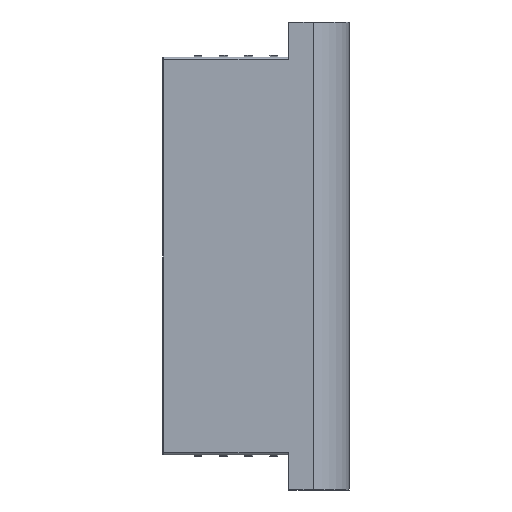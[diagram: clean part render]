
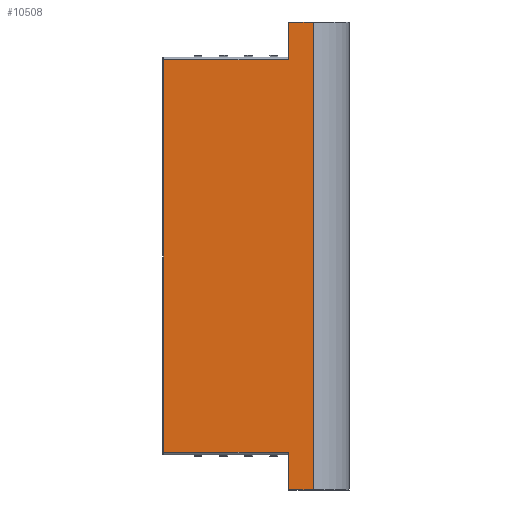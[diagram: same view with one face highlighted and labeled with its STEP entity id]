
A CAD part, front view. The second image highlights one B-rep face of the part: STEP entity #10508.
In plain terms, the highlighted planar face has unit normal (0, -1, 0).
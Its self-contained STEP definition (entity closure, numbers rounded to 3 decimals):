
#285=B_SPLINE_CURVE_WITH_KNOTS('',3,(#14684,#14685,#14686,#14687),
 .UNSPECIFIED.,.F.,.F.,(4,4),(0.13,0.188),
 .UNSPECIFIED.);
#448=B_SPLINE_CURVE_WITH_KNOTS('',3,(#18098,#18099,#18100,#18101,#18102,
#18103,#18104,#18105,#18106,#18107),.UNSPECIFIED.,.F.,.F.,(4,2,2,2,4),(-0.056,
-0.014,-0.005,-0.002,0.),
 .UNSPECIFIED.);
#450=B_SPLINE_CURVE_WITH_KNOTS('',3,(#18364,#18365,#18366,#18367),
 .UNSPECIFIED.,.F.,.F.,(4,4),(0.,0.058),.UNSPECIFIED.);
#601=PLANE('',#11333);
#1142=FACE_OUTER_BOUND('',#1833,.T.);
#1833=EDGE_LOOP('',(#8748,#8749,#8750,#8751,#8752,#8753,#8754,#8755,#8756,
#8757,#8758,#8759));
#2346=CIRCLE('',#11256,0.2);
#2517=LINE('',#14610,#3481);
#2519=LINE('',#14618,#3483);
#2522=LINE('',#14627,#3486);
#2531=LINE('',#14659,#3495);
#3049=LINE('',#18122,#4013);
#3104=LINE('',#18309,#4068);
#3126=LINE('',#18360,#4090);
#3127=LINE('',#18363,#4091);
#3481=VECTOR('',#11758,129.8);
#3483=VECTOR('',#11766,6.693);
#3486=VECTOR('',#11773,9.734);
#3495=VECTOR('',#11786,9.934);
#4013=VECTOR('',#13196,5.977);
#4068=VECTOR('',#13367,109.);
#4090=VECTOR('',#13407,34.6);
#4091=VECTOR('',#13412,34.6);
#4445=VERTEX_POINT('',#14608);
#4446=VERTEX_POINT('',#14609);
#4449=VERTEX_POINT('',#14617);
#4452=VERTEX_POINT('',#14625);
#4453=VERTEX_POINT('',#14626);
#4464=VERTEX_POINT('',#14658);
#4474=VERTEX_POINT('',#14683);
#5041=VERTEX_POINT('',#18093);
#5042=VERTEX_POINT('',#18097);
#5109=VERTEX_POINT('',#18301);
#5111=VERTEX_POINT('',#18307);
#5131=VERTEX_POINT('',#18359);
#5387=EDGE_CURVE('',#4445,#4446,#2517,.T.);
#5391=EDGE_CURVE('',#4446,#4449,#2519,.T.);
#5395=EDGE_CURVE('',#4452,#4453,#2522,.T.);
#5407=EDGE_CURVE('',#4449,#4464,#2531,.T.);
#5418=EDGE_CURVE('',#4464,#4474,#285,.T.);
#6293=EDGE_CURVE('',#4453,#5041,#2346,.T.);
#6295=EDGE_CURVE('',#5042,#4445,#448,.T.);
#6303=EDGE_CURVE('',#5041,#5042,#3049,.T.);
#6394=EDGE_CURVE('',#5111,#5109,#3104,.T.);
#6420=EDGE_CURVE('',#5131,#5109,#3126,.T.);
#6422=EDGE_CURVE('',#4474,#5111,#3127,.T.);
#6423=EDGE_CURVE('',#5131,#4452,#450,.T.);
#8748=ORIENTED_EDGE('',*,*,#6394,.F.);
#8749=ORIENTED_EDGE('',*,*,#6422,.F.);
#8750=ORIENTED_EDGE('',*,*,#5418,.F.);
#8751=ORIENTED_EDGE('',*,*,#5407,.F.);
#8752=ORIENTED_EDGE('',*,*,#5391,.F.);
#8753=ORIENTED_EDGE('',*,*,#5387,.F.);
#8754=ORIENTED_EDGE('',*,*,#6295,.F.);
#8755=ORIENTED_EDGE('',*,*,#6303,.F.);
#8756=ORIENTED_EDGE('',*,*,#6293,.F.);
#8757=ORIENTED_EDGE('',*,*,#5395,.F.);
#8758=ORIENTED_EDGE('',*,*,#6423,.F.);
#8759=ORIENTED_EDGE('',*,*,#6420,.T.);
#10508=ADVANCED_FACE('',(#1142),#601,.F.);
#11256=AXIS2_PLACEMENT_3D('',#18094,#13173,#13174);
#11333=AXIS2_PLACEMENT_3D('',#18362,#13410,#13411);
#11758=DIRECTION('',(0.,0.,-1.));
#11766=DIRECTION('',(-1.,0.,0.));
#11773=DIRECTION('',(0.,0.,1.));
#11786=DIRECTION('',(0.,0.,1.));
#13173=DIRECTION('center_axis',(0.,1.,0.));
#13174=DIRECTION('ref_axis',(-0.707,0.,0.707));
#13196=DIRECTION('',(1.,0.,0.));
#13367=DIRECTION('',(0.,0.,1.));
#13407=DIRECTION('',(-1.,0.,0.));
#13410=DIRECTION('center_axis',(0.,1.,0.));
#13411=DIRECTION('ref_axis',(0.,0.,-1.));
#13412=DIRECTION('',(-1.,0.,0.));
#14608=CARTESIAN_POINT('',(56.693,-13.9,-0.2));
#14609=CARTESIAN_POINT('',(56.693,-13.9,-130.));
#14610=CARTESIAN_POINT('',(56.693,-13.9,0.));
#14617=CARTESIAN_POINT('',(50.,-13.9,-130.));
#14618=CARTESIAN_POINT('',(28.284,-13.9,-130.));
#14625=CARTESIAN_POINT('',(50.,-13.9,-9.934));
#14626=CARTESIAN_POINT('',(50.,-13.9,-0.2));
#14627=CARTESIAN_POINT('',(50.,-13.9,0.));
#14658=CARTESIAN_POINT('',(50.,-13.9,-120.066));
#14659=CARTESIAN_POINT('',(50.,-13.9,0.));
#14683=CARTESIAN_POINT('',(49.8,-13.9,-119.5));
#14684=CARTESIAN_POINT('Ctrl Pts',(50.,-13.9,-120.066));
#14685=CARTESIAN_POINT('Ctrl Pts',(50.,-13.9,-119.873));
#14686=CARTESIAN_POINT('Ctrl Pts',(49.891,-13.9,-119.67));
#14687=CARTESIAN_POINT('Ctrl Pts',(49.8,-13.9,-119.5));
#18093=CARTESIAN_POINT('',(50.2,-13.9,0.));
#18094=CARTESIAN_POINT('Origin',(50.2,-13.9,-0.2));
#18097=CARTESIAN_POINT('',(56.177,-13.9,0.));
#18098=CARTESIAN_POINT('Ctrl Pts',(56.177,-13.9,0.));
#18099=CARTESIAN_POINT('Ctrl Pts',(56.316,-13.9,0.));
#18100=CARTESIAN_POINT('Ctrl Pts',(56.481,-13.9,-0.017));
#18101=CARTESIAN_POINT('Ctrl Pts',(56.629,-13.9,-0.1));
#18102=CARTESIAN_POINT('Ctrl Pts',(56.658,-13.9,-0.122));
#18103=CARTESIAN_POINT('Ctrl Pts',(56.681,-13.9,-0.155));
#18104=CARTESIAN_POINT('Ctrl Pts',(56.686,-13.9,-0.165));
#18105=CARTESIAN_POINT('Ctrl Pts',(56.692,-13.9,-0.182));
#18106=CARTESIAN_POINT('Ctrl Pts',(56.693,-13.9,-0.192));
#18107=CARTESIAN_POINT('Ctrl Pts',(56.693,-13.9,-0.2));
#18122=CARTESIAN_POINT('',(28.284,-13.9,0.));
#18301=CARTESIAN_POINT('',(15.2,-13.9,-10.5));
#18307=CARTESIAN_POINT('',(15.2,-13.9,-119.5));
#18309=CARTESIAN_POINT('',(15.2,-13.9,-24.026));
#18359=CARTESIAN_POINT('',(49.8,-13.9,-10.5));
#18360=CARTESIAN_POINT('',(50.,-13.9,-10.5));
#18362=CARTESIAN_POINT('Origin',(50.,-13.9,-10.5));
#18363=CARTESIAN_POINT('',(50.,-13.9,-119.5));
#18364=CARTESIAN_POINT('Ctrl Pts',(49.8,-13.9,-10.5));
#18365=CARTESIAN_POINT('Ctrl Pts',(49.891,-13.9,-10.33));
#18366=CARTESIAN_POINT('Ctrl Pts',(50.,-13.9,-10.127));
#18367=CARTESIAN_POINT('Ctrl Pts',(50.,-13.9,-9.934));
